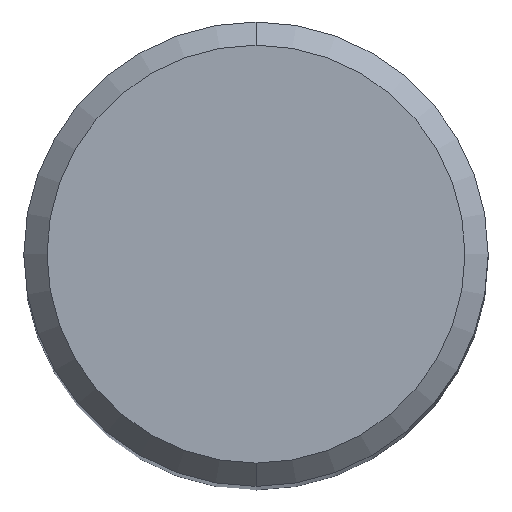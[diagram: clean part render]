
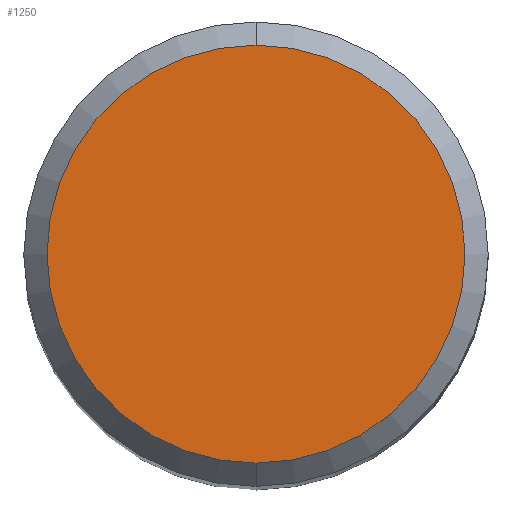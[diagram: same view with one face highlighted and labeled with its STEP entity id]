
A CAD part, top view. The second image highlights one B-rep face of the part: STEP entity #1250.
In plain terms, the highlighted planar face has unit normal (0, 0, 1).
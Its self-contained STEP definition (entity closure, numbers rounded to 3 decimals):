
#692=EDGE_CURVE('',#1214,#1176,#1562,.T.);
#724=EDGE_CURVE('',#1176,#1214,#1595,.T.);
#1176=VERTEX_POINT('',#2084);
#1214=VERTEX_POINT('',#2123);
#1250=ADVANCED_FACE('',(#2164),#2165,.T.);
#1562=CIRCLE('',#3926,3.6);
#1595=CIRCLE('',#4019,3.6);
#2084=CARTESIAN_POINT('',(0.,-3.6,0.0));
#2123=CARTESIAN_POINT('',(0.0,3.6,0.0));
#2164=FACE_OUTER_BOUND('',#6865,.T.);
#2165=PLANE('',#6866);
#3926=AXIS2_PLACEMENT_3D('',#7318,#7319,#7320);
#4019=AXIS2_PLACEMENT_3D('',#7355,#7356,#7357);
#6865=EDGE_LOOP('',(#7941,#7942));
#6866=AXIS2_PLACEMENT_3D('',#7943,#7944,#7945);
#7318=CARTESIAN_POINT('',(0.0,0.0,0.0));
#7319=DIRECTION('',(0.0,0.0,-1.0));
#7320=DIRECTION('',(0.0,1.0,0.0));
#7355=CARTESIAN_POINT('',(0.0,0.0,0.0));
#7356=DIRECTION('',(0.0,0.0,-1.0));
#7357=DIRECTION('',(0.0,1.0,0.0));
#7941=ORIENTED_EDGE('',*,*,#692,.F.);
#7942=ORIENTED_EDGE('',*,*,#724,.F.);
#7943=CARTESIAN_POINT('',(0.0,1.8,0.0));
#7944=DIRECTION('',(-0.0,0.0,1.0));
#7945=DIRECTION('',(0.0,-1.0,0.0));
